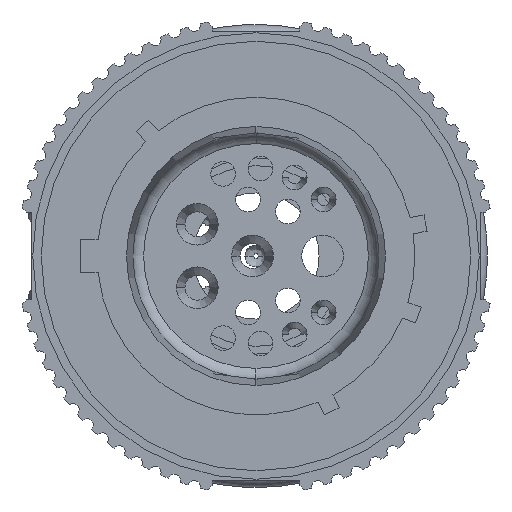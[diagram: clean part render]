
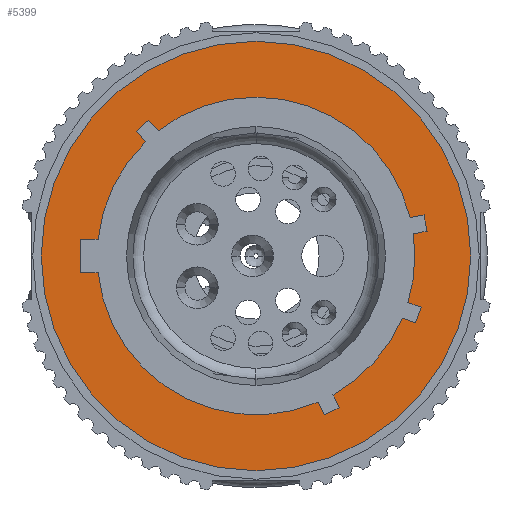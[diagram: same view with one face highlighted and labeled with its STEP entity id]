
A CAD part, left-side view. The second image highlights one B-rep face of the part: STEP entity #5399.
In plain terms, the highlighted planar face has unit normal (-1, 0, 0).
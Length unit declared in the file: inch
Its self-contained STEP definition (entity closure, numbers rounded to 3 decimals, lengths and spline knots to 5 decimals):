
#2227=CARTESIAN_POINT('',(-2.29572,0.,0.));
#2228=DIRECTION('',(1.,0.,0.));
#2229=DIRECTION('',(0.,-0.391,-0.92));
#2230=AXIS2_PLACEMENT_3D('',#2227,#2228,#2229);
#2245=CARTESIAN_POINT('',(-2.29572,0.,0.));
#2246=DIRECTION('',(1.,0.,0.));
#2247=DIRECTION('',(0.,-0.921,-0.391));
#2248=AXIS2_PLACEMENT_3D('',#2245,#2246,#2247);
#2254=CARTESIAN_POINT('',(-2.29572,0.,0.));
#2255=DIRECTION('',(1.,0.,0.));
#2256=DIRECTION('',(0.,-0.99,0.139));
#2257=AXIS2_PLACEMENT_3D('',#2254,#2255,#2256);
#2281=CARTESIAN_POINT('',(-2.29572,0.,0.));
#2282=DIRECTION('',(-1.,0.,0.));
#2283=DIRECTION('',(0.,-0.97,0.242));
#2284=AXIS2_PLACEMENT_3D('',#2281,#2282,#2283);
#2299=CARTESIAN_POINT('',(-2.29572,0.,0.));
#2300=DIRECTION('',(-1.,0.,0.));
#2301=DIRECTION('',(0.,0.695,0.719));
#2302=AXIS2_PLACEMENT_3D('',#2299,#2300,#2301);
#2604=CARTESIAN_POINT('',(-2.29572,0.,0.));
#2605=DIRECTION('',(1.,0.,0.));
#2606=DIRECTION('',(0.,-1.,0.));
#2607=AXIS2_PLACEMENT_3D('',#2604,#2605,#2606);
#2609=CARTESIAN_POINT('',(-2.29572,0.,0.));
#2610=DIRECTION('',(-1.,0.,0.));
#2611=DIRECTION('',(0.,-1.,0.));
#2612=AXIS2_PLACEMENT_3D('',#2609,#2610,#2611);
#2614=DIRECTION('',(0.,1.,0.));
#2615=VECTOR('',#2614,0.05);
#2616=CARTESIAN_POINT('',(-2.29572,0.45749,0.048));
#2617=LINE('',#2616,#2615);
#2618=DIRECTION('',(0.,0.,-1.));
#2619=VECTOR('',#2618,0.096);
#2620=CARTESIAN_POINT('',(-2.29572,0.50749,0.048));
#2621=LINE('',#2620,#2619);
#2622=DIRECTION('',(0.,-1.,0.));
#2623=VECTOR('',#2622,0.05);
#2624=CARTESIAN_POINT('',(-2.29572,0.50749,-0.048));
#2625=LINE('',#2624,#2623);
#2626=DIRECTION('',(0.,-0.438,-0.899));
#2627=VECTOR('',#2626,0.041);
#2628=CARTESIAN_POINT('',(-2.29572,-0.17981,-0.4234));
#2629=LINE('',#2628,#2627);
#2630=DIRECTION('',(0.,-0.899,0.438));
#2631=VECTOR('',#2630,0.048);
#2632=CARTESIAN_POINT('',(-2.29572,-0.19778,-0.46025));
#2633=LINE('',#2632,#2631);
#2634=DIRECTION('',(0.,0.438,0.899));
#2635=VECTOR('',#2634,0.041);
#2636=CARTESIAN_POINT('',(-2.29572,-0.24092,-0.43921));
#2637=LINE('',#2636,#2635);
#2638=DIRECTION('',(0.,-0.94,-0.342));
#2639=VECTOR('',#2638,0.041);
#2640=CARTESIAN_POINT('',(-2.29572,-0.42346,-0.17967));
#2641=LINE('',#2640,#2639);
#2642=DIRECTION('',(0.,-0.342,0.94));
#2643=VECTOR('',#2642,0.048);
#2644=CARTESIAN_POINT('',(-2.29572,-0.46199,-0.19369));
#2645=LINE('',#2644,#2643);
#2646=DIRECTION('',(0.,0.94,0.342));
#2647=VECTOR('',#2646,0.041);
#2648=CARTESIAN_POINT('',(-2.29572,-0.47841,-0.14859));
#2649=LINE('',#2648,#2647);
#2650=DIRECTION('',(0.,-0.982,0.191));
#2651=VECTOR('',#2650,0.041);
#2652=CARTESIAN_POINT('',(-2.29572,-0.45551,0.06409));
#2653=LINE('',#2652,#2651);
#2654=DIRECTION('',(0.,0.191,0.982));
#2655=VECTOR('',#2654,0.048);
#2656=CARTESIAN_POINT('',(-2.29572,-0.49576,0.07192));
#2657=LINE('',#2656,#2655);
#2658=DIRECTION('',(0.,0.982,-0.191));
#2659=VECTOR('',#2658,0.041);
#2660=CARTESIAN_POINT('',(-2.29572,-0.4866,0.11903));
#2661=LINE('',#2660,#2659);
#2662=DIRECTION('',(0.,0.656,0.755));
#2663=VECTOR('',#2662,0.041);
#2664=CARTESIAN_POINT('',(-2.29572,0.28326,0.36244));
#2665=LINE('',#2664,#2663);
#2666=DIRECTION('',(0.,0.755,-0.656));
#2667=VECTOR('',#2666,0.048);
#2668=CARTESIAN_POINT('',(-2.29572,0.31016,0.39338));
#2669=LINE('',#2668,#2667);
#2670=DIRECTION('',(0.,-0.656,-0.755));
#2671=VECTOR('',#2670,0.041);
#2672=CARTESIAN_POINT('',(-2.29572,0.34639,0.36189));
#2673=LINE('',#2672,#2671);
#3268=CARTESIAN_POINT('',(-2.29572,-0.62186,0.));
#3269=CARTESIAN_POINT('',(-2.29572,0.62186,0.));
#3270=VERTEX_POINT('',#3268);
#3271=VERTEX_POINT('',#3269);
#3329=CARTESIAN_POINT('',(-2.29572,0.45749,0.048));
#3330=VERTEX_POINT('',#3329);
#3331=CARTESIAN_POINT('',(-2.29572,0.28326,0.36244));
#3332=VERTEX_POINT('',#3331);
#3333=CARTESIAN_POINT('',(-2.29572,0.31949,0.33095));
#3334=VERTEX_POINT('',#3333);
#3335=CARTESIAN_POINT('',(-2.29572,-0.44635,0.11121));
#3336=VERTEX_POINT('',#3335);
#3337=CARTESIAN_POINT('',(-2.29572,-0.45551,0.06409));
#3338=VERTEX_POINT('',#3337);
#3339=CARTESIAN_POINT('',(-2.29572,0.45749,-0.048));
#3340=VERTEX_POINT('',#3339);
#3341=CARTESIAN_POINT('',(-2.29572,-0.43988,-0.13456));
#3342=VERTEX_POINT('',#3341);
#3343=CARTESIAN_POINT('',(-2.29572,-0.42346,-0.17967));
#3344=VERTEX_POINT('',#3343);
#3345=CARTESIAN_POINT('',(-2.29572,-0.22295,-0.40236));
#3346=VERTEX_POINT('',#3345);
#3347=CARTESIAN_POINT('',(-2.29572,-0.17981,-0.4234));
#3348=VERTEX_POINT('',#3347);
#3349=CARTESIAN_POINT('',(-2.29572,0.50749,0.048));
#3350=VERTEX_POINT('',#3349);
#3351=CARTESIAN_POINT('',(-2.29572,0.50749,-0.048));
#3352=VERTEX_POINT('',#3351);
#3353=CARTESIAN_POINT('',(-2.29572,0.31016,0.39338));
#3354=VERTEX_POINT('',#3353);
#3355=CARTESIAN_POINT('',(-2.29572,0.34639,0.36189));
#3356=VERTEX_POINT('',#3355);
#3357=CARTESIAN_POINT('',(-2.29572,-0.49576,0.07192));
#3358=CARTESIAN_POINT('',(-2.29572,-0.4866,0.11903));
#3359=VERTEX_POINT('',#3357);
#3360=VERTEX_POINT('',#3358);
#3361=CARTESIAN_POINT('',(-2.29572,-0.46199,-0.19369));
#3362=CARTESIAN_POINT('',(-2.29572,-0.47841,-0.14859));
#3363=VERTEX_POINT('',#3361);
#3364=VERTEX_POINT('',#3362);
#3365=CARTESIAN_POINT('',(-2.29572,-0.24092,-0.43921));
#3366=VERTEX_POINT('',#3365);
#3367=CARTESIAN_POINT('',(-2.29572,-0.19778,-0.46025));
#3368=VERTEX_POINT('',#3367);
#5352=CARTESIAN_POINT('',(-2.29572,0.,0.));
#5353=DIRECTION('',(1.,0.,0.));
#5354=DIRECTION('',(0.,-1.,0.));
#5355=AXIS2_PLACEMENT_3D('',#5352,#5353,#5354);
#5356=PLANE('',#5355);
#5357=ORIENTED_EDGE('',*,*,#5345,.T.);
#5359=ORIENTED_EDGE('',*,*,#5358,.F.);
#5360=EDGE_LOOP('',(#5357,#5359));
#5361=FACE_OUTER_BOUND('',#5360,.F.);
#5363=ORIENTED_EDGE('',*,*,#5362,.T.);
#5365=ORIENTED_EDGE('',*,*,#5364,.T.);
#5367=ORIENTED_EDGE('',*,*,#5366,.T.);
#5368=ORIENTED_EDGE('',*,*,#4745,.F.);
#5370=ORIENTED_EDGE('',*,*,#5369,.T.);
#5372=ORIENTED_EDGE('',*,*,#5371,.T.);
#5374=ORIENTED_EDGE('',*,*,#5373,.T.);
#5375=ORIENTED_EDGE('',*,*,#4760,.F.);
#5377=ORIENTED_EDGE('',*,*,#5376,.T.);
#5379=ORIENTED_EDGE('',*,*,#5378,.T.);
#5381=ORIENTED_EDGE('',*,*,#5380,.T.);
#5382=ORIENTED_EDGE('',*,*,#4772,.F.);
#5384=ORIENTED_EDGE('',*,*,#5383,.T.);
#5386=ORIENTED_EDGE('',*,*,#5385,.T.);
#5388=ORIENTED_EDGE('',*,*,#5387,.T.);
#5389=ORIENTED_EDGE('',*,*,#4790,.T.);
#5391=ORIENTED_EDGE('',*,*,#5390,.T.);
#5393=ORIENTED_EDGE('',*,*,#5392,.T.);
#5395=ORIENTED_EDGE('',*,*,#5394,.T.);
#5396=ORIENTED_EDGE('',*,*,#4805,.T.);
#5397=EDGE_LOOP('',(#5363,#5365,#5367,#5368,#5370,#5372,#5374,#5375,#5377,#5379,
#5381,#5382,#5384,#5386,#5388,#5389,#5391,#5393,#5395,#5396));
#5398=FACE_BOUND('',#5397,.F.);
#5399=ADVANCED_FACE('',(#5361,#5398),#5356,.F.);
#2231=CIRCLE('',#2230,0.46);
#2249=CIRCLE('',#2248,0.46);
#2258=CIRCLE('',#2257,0.46);
#2285=CIRCLE('',#2284,0.46);
#2303=CIRCLE('',#2302,0.46);
#2608=CIRCLE('',#2607,0.62186);
#2613=CIRCLE('',#2612,0.62186);
#4745=EDGE_CURVE('',#3348,#3340,#2231,.T.);
#4760=EDGE_CURVE('',#3344,#3346,#2249,.T.);
#4772=EDGE_CURVE('',#3338,#3342,#2258,.T.);
#4790=EDGE_CURVE('',#3336,#3332,#2285,.T.);
#4805=EDGE_CURVE('',#3334,#3330,#2303,.T.);
#5345=EDGE_CURVE('',#3270,#3271,#2608,.T.);
#5358=EDGE_CURVE('',#3270,#3271,#2613,.T.);
#5362=EDGE_CURVE('',#3330,#3350,#2617,.T.);
#5364=EDGE_CURVE('',#3350,#3352,#2621,.T.);
#5366=EDGE_CURVE('',#3352,#3340,#2625,.T.);
#5369=EDGE_CURVE('',#3348,#3368,#2629,.T.);
#5371=EDGE_CURVE('',#3368,#3366,#2633,.T.);
#5373=EDGE_CURVE('',#3366,#3346,#2637,.T.);
#5376=EDGE_CURVE('',#3344,#3363,#2641,.T.);
#5378=EDGE_CURVE('',#3363,#3364,#2645,.T.);
#5380=EDGE_CURVE('',#3364,#3342,#2649,.T.);
#5383=EDGE_CURVE('',#3338,#3359,#2653,.T.);
#5385=EDGE_CURVE('',#3359,#3360,#2657,.T.);
#5387=EDGE_CURVE('',#3360,#3336,#2661,.T.);
#5390=EDGE_CURVE('',#3332,#3354,#2665,.T.);
#5392=EDGE_CURVE('',#3354,#3356,#2669,.T.);
#5394=EDGE_CURVE('',#3356,#3334,#2673,.T.);
